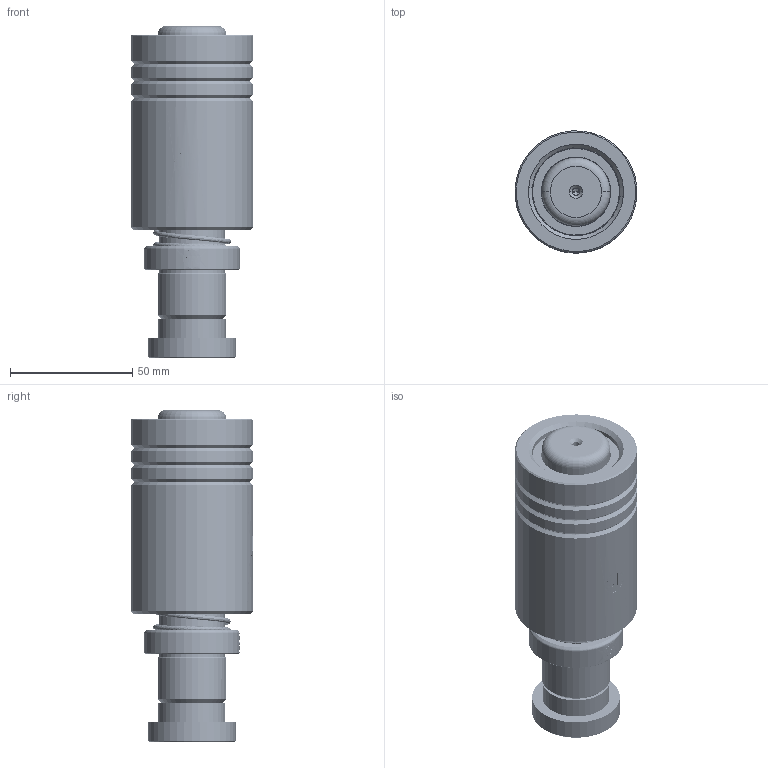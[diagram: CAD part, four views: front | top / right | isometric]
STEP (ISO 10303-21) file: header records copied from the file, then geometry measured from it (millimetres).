
FILE_DESCRIPTION (( 'STEP AP214' ), '1' );
FILE_NAME ('HBSH(HBJH)-D28-L100(BL-80).STEP', '2024-10-07T01:50:31', ( '111' ), ( '21222' ), 'SwSTEP 2.0', 'SolidWorks 2020', '' );
FILE_SCHEMA (( 'AUTOMOTIVE_DESIGN' ));
Length unit declared in the file: millimetre
Products named in the file (8): TBB-D50-d36-L80; HWP-D31.3-d28.5-L50; HBSH(HBJH)-D28-L100(BL-80); BALL-D4; DRP蹟簽D28; BSH-35.5-28.5-L75; TRP-D28-L110; BSH-D35.5-28.5-L75郪蚾
Assembly tree (258 placements, depth 3):
  HBSH(HBJH)-D28-L100(BL-80)
    TRP-D28-L110
    DRP蹟簽D28
    TBB-D50-d36-L80
    BSH-D35.5-28.5-L75郪蚾
      BSH-35.5-28.5-L75
      BALL-D4  x252
    HWP-D31.3-d28.5-L50
Bounding box: 49.85 x 49.93 x 136 mm (x, y, z)
Volume: 185682.9 mm3; surface area: 84299.1 mm2
Topology: 257 solids, 257 shells, 1180 faces, 5012 edges, 3324 vertices
Faces by surface type: sphere 1008, cylinder 43, cone 40, bspline 35, plane 30, torus 24
Entity records: 52945 total; most frequent: CARTESIAN_POINT 33715, ORIENTED_EDGE 3958, DIRECTION 3294, EDGE_CURVE 1979, AXIS2_PLACEMENT_3D 1587, VERTEX_POINT 1296, B_SPLINE_CURVE_WITH_KNOTS 1178, EDGE_LOOP 1171
